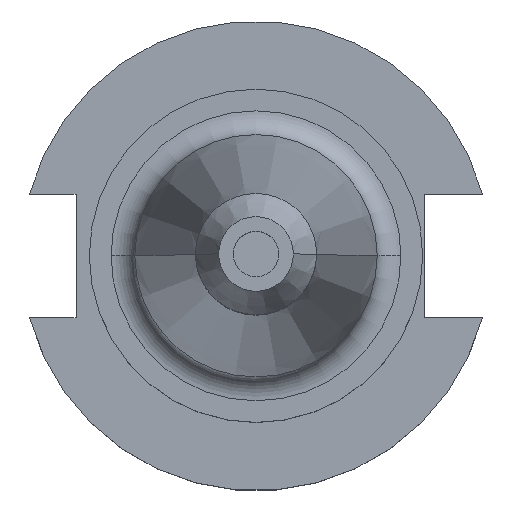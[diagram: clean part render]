
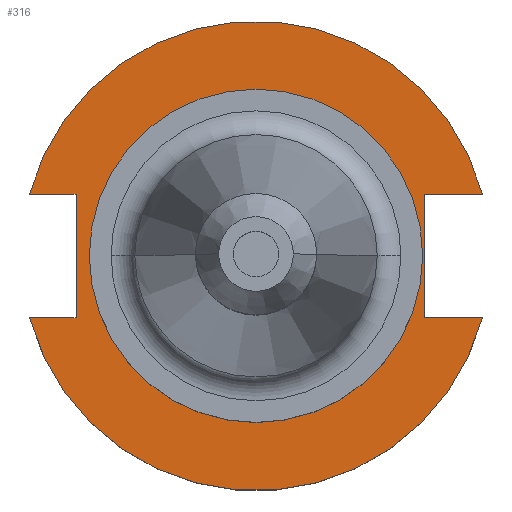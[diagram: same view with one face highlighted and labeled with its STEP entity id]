
A CAD part, top view. The second image highlights one B-rep face of the part: STEP entity #316.
In plain terms, the highlighted planar face has unit normal (0, 0, 1).
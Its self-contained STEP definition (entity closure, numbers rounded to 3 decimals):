
#24 = CARTESIAN_POINT ( 'NONE',  ( -34.925, 0., 19.05 ) ) ;
#34 = EDGE_CURVE ( 'NONE', #733, #1266, #625, .T. ) ;
#51 = CARTESIAN_POINT ( 'NONE',  ( 35.306, 12.954, 19.05 ) ) ;
#68 = PLANE ( 'NONE',  #1192 ) ;
#72 = ORIENTED_EDGE ( 'NONE', *, *, #214, .F. ) ;
#78 = DIRECTION ( 'NONE',  ( 0., 0., 1. ) ) ;
#85 = CARTESIAN_POINT ( 'NONE',  ( -47.477, 12.954, 19.05 ) ) ;
#103 = EDGE_CURVE ( 'NONE', #385, #230, #1270, .T. ) ;
#112 = CARTESIAN_POINT ( 'NONE',  ( 47.477, 12.954, 19.05 ) ) ;
#120 = DIRECTION ( 'NONE',  ( 1., 0., 0. ) ) ;
#133 = CARTESIAN_POINT ( 'NONE',  ( 47.477, -12.954, 19.05 ) ) ;
#182 = EDGE_CURVE ( 'NONE', #315, #1063, #416, .T. ) ;
#190 = AXIS2_PLACEMENT_3D ( 'NONE', #835, #858, #863 ) ;
#210 = CARTESIAN_POINT ( 'NONE',  ( -63.719, 12.954, 19.05 ) ) ;
#214 = EDGE_CURVE ( 'NONE', #1206, #1390, #671, .T. ) ;
#215 = CIRCLE ( 'NONE', #889, 49.212 ) ;
#230 = VERTEX_POINT ( 'NONE', #24 ) ;
#252 = LINE ( 'NONE', #276, #582 ) ;
#254 = CARTESIAN_POINT ( 'NONE',  ( -47.477, -12.954, 19.05 ) ) ;
#276 = CARTESIAN_POINT ( 'NONE',  ( 35.306, 12.954, 19.05 ) ) ;
#315 = VERTEX_POINT ( 'NONE', #254 ) ;
#316 = ADVANCED_FACE ( 'NONE', ( #1467, #797 ), #68, .T. ) ;
#345 = LINE ( 'NONE', #1432, #1320 ) ;
#385 = VERTEX_POINT ( 'NONE', #1413 ) ;
#416 = CIRCLE ( 'NONE', #1684, 49.212 ) ;
#491 = VECTOR ( 'NONE', #1024, 1000. ) ;
#501 = ORIENTED_EDGE ( 'NONE', *, *, #954, .F. ) ;
#509 = ORIENTED_EDGE ( 'NONE', *, *, #182, .T. ) ;
#513 = VERTEX_POINT ( 'NONE', #1175 ) ;
#539 = CARTESIAN_POINT ( 'NONE',  ( 0., 49.212, 19.05 ) ) ;
#543 = EDGE_CURVE ( 'NONE', #315, #1206, #934, .T. ) ;
#552 = EDGE_CURVE ( 'NONE', #733, #729, #215, .T. ) ;
#582 = VECTOR ( 'NONE', #1088, 1000. ) ;
#602 = ORIENTED_EDGE ( 'NONE', *, *, #543, .F. ) ;
#623 = CARTESIAN_POINT ( 'NONE',  ( 35.306, 12.954, 19.05 ) ) ;
#625 = LINE ( 'NONE', #623, #1019 ) ;
#653 = CARTESIAN_POINT ( 'NONE',  ( -37.719, 12.954, 19.05 ) ) ;
#671 = LINE ( 'NONE', #742, #1245 ) ;
#729 = VERTEX_POINT ( 'NONE', #85 ) ;
#733 = VERTEX_POINT ( 'NONE', #112 ) ;
#742 = CARTESIAN_POINT ( 'NONE',  ( -37.719, 12.954, 19.05 ) ) ;
#797 = FACE_OUTER_BOUND ( 'NONE', #1638, .T. ) ;
#826 = LINE ( 'NONE', #210, #491 ) ;
#835 = CARTESIAN_POINT ( 'NONE',  ( 0., 0., 19.05 ) ) ;
#839 = DIRECTION ( 'NONE',  ( 0., 1., 0. ) ) ;
#858 = DIRECTION ( 'NONE',  ( 0., 0., 1. ) ) ;
#863 = DIRECTION ( 'NONE',  ( 1., 0., 0. ) ) ;
#864 = ORIENTED_EDGE ( 'NONE', *, *, #552, .T. ) ;
#868 = ORIENTED_EDGE ( 'NONE', *, *, #34, .F. ) ;
#870 = EDGE_CURVE ( 'NONE', #513, #1063, #345, .T. ) ;
#889 = AXIS2_PLACEMENT_3D ( 'NONE', #1165, #1681, #1688 ) ;
#934 = LINE ( 'NONE', #1558, #1562 ) ;
#954 = EDGE_CURVE ( 'NONE', #1266, #513, #252, .T. ) ;
#990 = EDGE_CURVE ( 'NONE', #230, #385, #1531, .T. ) ;
#1019 = VECTOR ( 'NONE', #1312, 1000. ) ;
#1024 = DIRECTION ( 'NONE',  ( -1., 0., 0. ) ) ;
#1063 = VERTEX_POINT ( 'NONE', #133 ) ;
#1088 = DIRECTION ( 'NONE',  ( 0., -1., 0. ) ) ;
#1127 = ORIENTED_EDGE ( 'NONE', *, *, #103, .F. ) ;
#1142 = CARTESIAN_POINT ( 'NONE',  ( -37.719, -12.954, 19.05 ) ) ;
#1165 = CARTESIAN_POINT ( 'NONE',  ( 0., 0., 19.05 ) ) ;
#1175 = CARTESIAN_POINT ( 'NONE',  ( 35.306, -12.954, 19.05 ) ) ;
#1192 = AXIS2_PLACEMENT_3D ( 'NONE', #539, #78, #120 ) ;
#1206 = VERTEX_POINT ( 'NONE', #1142 ) ;
#1211 = EDGE_CURVE ( 'NONE', #1390, #729, #826, .T. ) ;
#1229 = ORIENTED_EDGE ( 'NONE', *, *, #870, .F. ) ;
#1245 = VECTOR ( 'NONE', #839, 1000. ) ;
#1266 = VERTEX_POINT ( 'NONE', #51 ) ;
#1270 = CIRCLE ( 'NONE', #190, 34.925 ) ;
#1289 = AXIS2_PLACEMENT_3D ( 'NONE', #1544, #1555, #1560 ) ;
#1312 = DIRECTION ( 'NONE',  ( -1., 0., 0. ) ) ;
#1320 = VECTOR ( 'NONE', #1325, 1000. ) ;
#1325 = DIRECTION ( 'NONE',  ( 1., 0., 0. ) ) ;
#1390 = VERTEX_POINT ( 'NONE', #653 ) ;
#1413 = CARTESIAN_POINT ( 'NONE',  ( 34.925, 0., 19.05 ) ) ;
#1432 = CARTESIAN_POINT ( 'NONE',  ( 35.306, -12.954, 19.05 ) ) ;
#1433 = DIRECTION ( 'NONE',  ( 0., 0., 1. ) ) ;
#1438 = DIRECTION ( 'NONE',  ( 1., 0., 0. ) ) ;
#1452 = ORIENTED_EDGE ( 'NONE', *, *, #990, .F. ) ;
#1467 = FACE_BOUND ( 'NONE', #1469, .T. ) ;
#1469 = EDGE_LOOP ( 'NONE', ( #1127, #1452 ) ) ;
#1488 = CARTESIAN_POINT ( 'NONE',  ( 0., 0., 19.05 ) ) ;
#1531 = CIRCLE ( 'NONE', #1289, 34.925 ) ;
#1541 = DIRECTION ( 'NONE',  ( 1., 0., 0. ) ) ;
#1544 = CARTESIAN_POINT ( 'NONE',  ( 0., 0., 19.05 ) ) ;
#1555 = DIRECTION ( 'NONE',  ( 0., 0., 1. ) ) ;
#1558 = CARTESIAN_POINT ( 'NONE',  ( -63.719, -12.954, 19.05 ) ) ;
#1560 = DIRECTION ( 'NONE',  ( 1., 0., 0. ) ) ;
#1562 = VECTOR ( 'NONE', #1541, 1000. ) ;
#1601 = ORIENTED_EDGE ( 'NONE', *, *, #1211, .F. ) ;
#1638 = EDGE_LOOP ( 'NONE', ( #509, #1229, #501, #868, #864, #1601, #72, #602 ) ) ;
#1681 = DIRECTION ( 'NONE',  ( 0., 0., 1. ) ) ;
#1684 = AXIS2_PLACEMENT_3D ( 'NONE', #1488, #1433, #1438 ) ;
#1688 = DIRECTION ( 'NONE',  ( 1., 0., 0. ) ) ;
